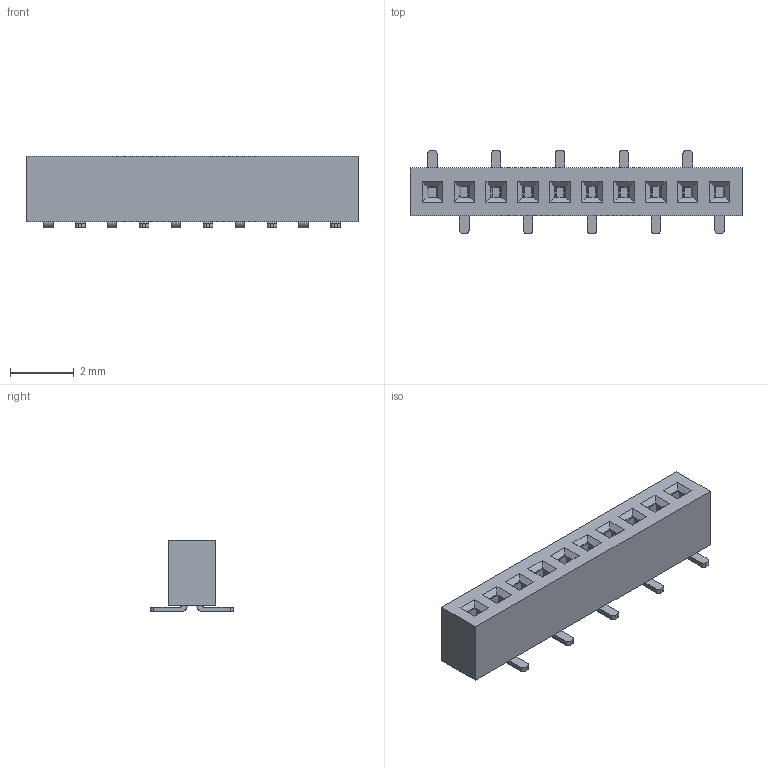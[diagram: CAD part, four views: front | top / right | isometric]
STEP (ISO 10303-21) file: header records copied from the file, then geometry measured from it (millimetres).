
FILE_DESCRIPTION( ('This file contains a STEP AP42 implementation' ,'as created by ZW3D STEP Interface translator.') ,'2;1' );
FILE_NAME( '2521-1XXMXXXUNX2.stp' ,'23 9 4.102545', (''), ('ZWCAD Software Co.'), 'Version 1.0', 'ZW3D to STEP translator', '' );
FILE_SCHEMA(('AUTOMOTIVE_DESIGN { 1 0 10303 214 1 1 1 1 }'));
Length unit declared in the file: millimetre
Products named in the file (1): 0
Bounding box: 10.4 x 2.6 x 2.25 mm (x, y, z)
Volume: 26.5 mm3; surface area: 167.4 mm2
Topology: 1 solids, 1 shells, 836 faces, 2146 edges, 1342 vertices
Faces by surface type: plane 506, cylinder 240, bspline 70, sphere 20
Entity records: 34044 total; most frequent: CARTESIAN_POINT 17125, ORIENTED_EDGE 4372, EDGE_CURVE 2186, B_SPLINE_CURVE_WITH_KNOTS 2054, DIRECTION 1686, VERTEX_POINT 1382, EDGE_LOOP 866, FACE_OUTER_BOUND 836
